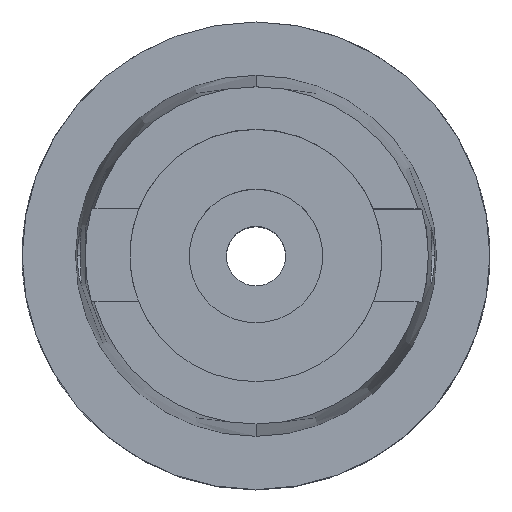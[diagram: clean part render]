
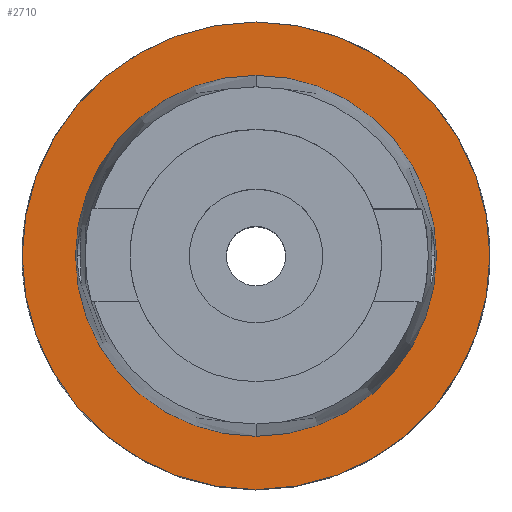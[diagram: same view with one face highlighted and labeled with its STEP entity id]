
A CAD part, top view. The second image highlights one B-rep face of the part: STEP entity #2710.
In plain terms, the highlighted planar face has unit normal (0, 0, 1).
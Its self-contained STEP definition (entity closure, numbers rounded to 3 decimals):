
#342=CARTESIAN_POINT('',(0.,0.,0.));
#343=DIRECTION('',(0.,0.,-1.));
#344=DIRECTION('',(0.,-1.,0.));
#345=AXIS2_PLACEMENT_3D('',#342,#343,#344);
#350=CARTESIAN_POINT('',(0.,0.,0.));
#351=DIRECTION('',(0.,0.,-1.));
#352=DIRECTION('',(0.,1.,0.));
#353=AXIS2_PLACEMENT_3D('',#350,#351,#352);
#358=CARTESIAN_POINT('',(0.,0.,0.));
#359=DIRECTION('',(0.,0.,1.));
#360=DIRECTION('',(0.,-1.,0.));
#361=AXIS2_PLACEMENT_3D('',#358,#359,#360);
#366=CARTESIAN_POINT('',(0.,0.,0.));
#367=DIRECTION('',(0.,0.,1.));
#368=DIRECTION('',(0.,1.,0.));
#369=AXIS2_PLACEMENT_3D('',#366,#367,#368);
#2188=CARTESIAN_POINT('',(0.,-24.315,0.));
#2189=VERTEX_POINT('',#2188);
#2190=CARTESIAN_POINT('',(0.,24.315,0.));
#2191=VERTEX_POINT('',#2190);
#2460=CARTESIAN_POINT('',(0.,31.5,0.));
#2461=VERTEX_POINT('',#2460);
#2462=CARTESIAN_POINT('',(0.,-31.5,0.));
#2463=VERTEX_POINT('',#2462);
#2695=CARTESIAN_POINT('',(0.,0.,0.));
#2696=DIRECTION('',(0.,0.,1.));
#2697=DIRECTION('',(0.,1.,0.));
#2698=AXIS2_PLACEMENT_3D('',#2695,#2696,#2697);
#2699=PLANE('',#2698);
#2701=ORIENTED_EDGE('',*,*,#2700,.T.);
#2703=ORIENTED_EDGE('',*,*,#2702,.T.);
#2704=EDGE_LOOP('',(#2701,#2703));
#2705=FACE_OUTER_BOUND('',#2704,.F.);
#2706=ORIENTED_EDGE('',*,*,#2682,.T.);
#2707=ORIENTED_EDGE('',*,*,#2658,.T.);
#2708=EDGE_LOOP('',(#2706,#2707));
#2709=FACE_BOUND('',#2708,.F.);
#346=CIRCLE('',#345,31.5);
#354=CIRCLE('',#353,31.5);
#362=CIRCLE('',#361,24.315);
#370=CIRCLE('',#369,24.315);
#2658=EDGE_CURVE('',#2191,#2189,#370,.T.);
#2682=EDGE_CURVE('',#2189,#2191,#362,.T.);
#2700=EDGE_CURVE('',#2463,#2461,#346,.T.);
#2702=EDGE_CURVE('',#2461,#2463,#354,.T.);
#2710=ADVANCED_FACE('',(#2705,#2709),#2699,.T.);
